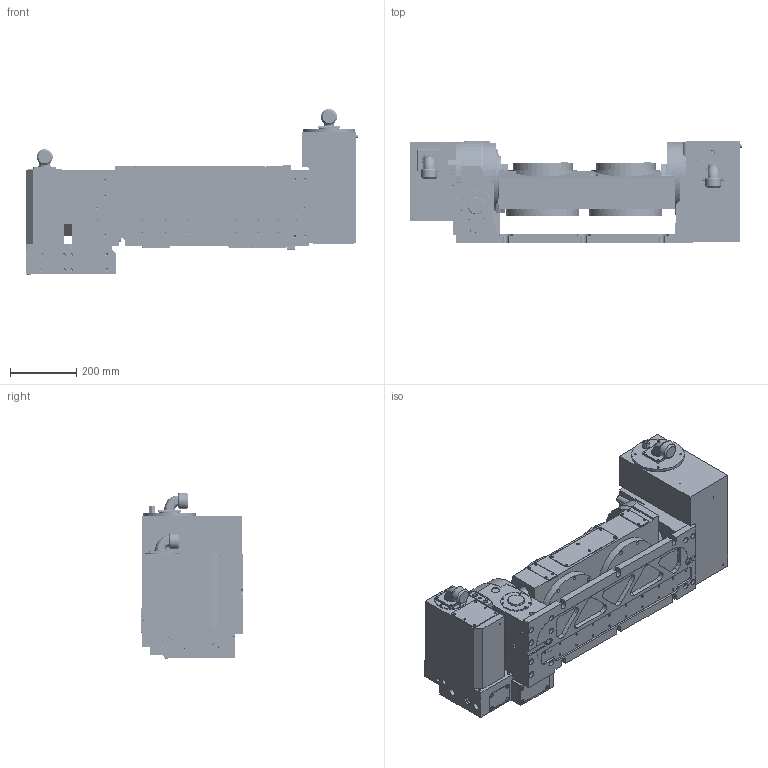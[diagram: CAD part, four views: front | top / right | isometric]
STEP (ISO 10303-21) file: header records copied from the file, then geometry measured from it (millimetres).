
FILE_DESCRIPTION(/* description */ ('Unknown'),/* implementation_level */ '2;1');
FILE_NAME(/* name */ 'TW2180B-S6',/* time_stamp */ '2017-01-19T14:49:28+00:00',/* author */ ('Unknown'),/* organization */ ('Unknown'),/* preprocessor_version */ 'ST-DEVELOPER v16.7',/* originating_system */ 'DEX',/* authorisation */ $);
FILE_SCHEMA (('AUTOMOTIVE_DESIGN {1 0 10303 214 3 1 1}'));
Products named in the file (1): TW2180B-S6
Bounding box: 999 x 307 x 500.25 mm (x, y, z)
Volume: 56925207 mm3; surface area: 2111420.2 mm2
Topology: 1 solids, 71 shells, 2344 faces, 5080 edges, 3427 vertices
Faces by surface type: plane 1238, cylinder 884, cone 192, torus 22, bspline 8
Full cylindrical faces by diameter (mm): 2.5 x2, 3.3 x6, 4 x12, 4.2 x38, 4.5 x8, 5 x100, 5.5 x11, 6 x133, 6.1 x7, 6.2 x1, 6.5 x1, 6.6 x26, 6.8 x1, 7 x17, 7.9 x1, 8 x4, 8.3 x1, 8.5 x14, 9 x3, 9.5 x4, 10 x33, 10.5 x1, 10.7 x4, 11 x115, 12 x8, 13 x1, 14 x2, 14.3 x3, 15 x2, 16 x7
Entity records: 60245 total; most frequent: CARTESIAN_POINT 12959, DIRECTION 10429, ORIENTED_EDGE 7600, AXIS2_PLACEMENT_3D 4371, FACE_BOUND 3850, EDGE_CURVE 3800, EDGE_LOOP 3769, VERTEX_POINT 3056
